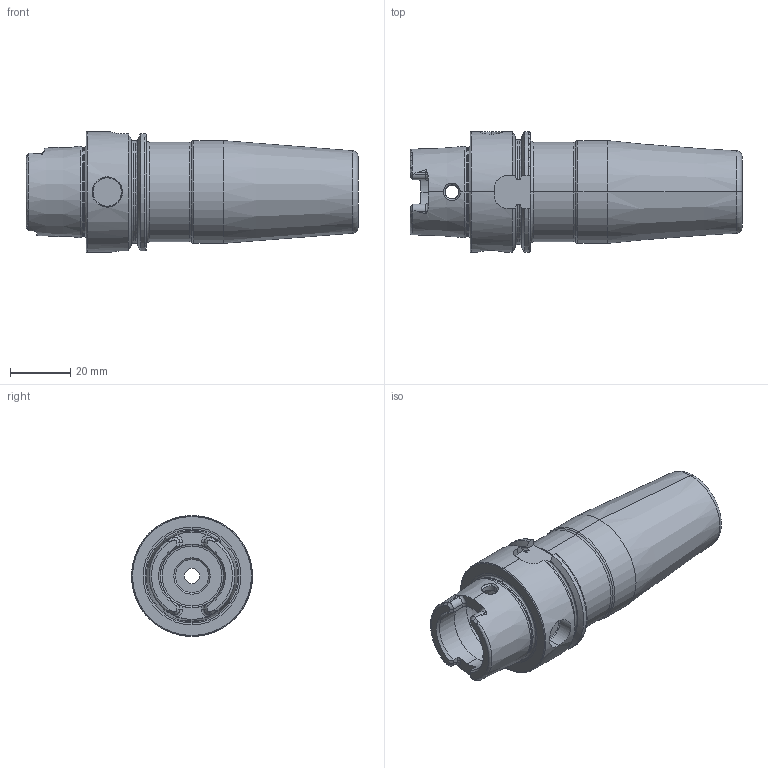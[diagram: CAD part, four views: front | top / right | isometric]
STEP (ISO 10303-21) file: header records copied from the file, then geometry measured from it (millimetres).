
FILE_DESCRIPTION (( 'STEP AP214' ), '1' );
FILE_NAME ('HA4-S14.K01.090.STEP', '2015-02-12T12:29:06', ( 'SWIAdmin' ), ( 'Hewlett-Packard Company' ), 'SwSTEP 2.0', 'SolidWorks 2012', '' );
FILE_SCHEMA (( 'AUTOMOTIVE_DESIGN' ));
Length unit declared in the file: millimetre
Products named in the file (3): ERU-AN4.K01.020_A; HA4-S14.K01.090_C_Fertigbearbeitung; HA4-S14.K01.090
Assembly tree (2 placements, depth 2):
  HA4-S14.K01.090
    HA4-S14.K01.090_C_Fertigbearbeitung
    ERU-AN4.K01.020_A
Bounding box: 109.9 x 40 x 40 mm (x, y, z)
Volume: 70869.2 mm3; surface area: 20068.5 mm2
Topology: 2 solids, 2 shells, 233 faces, 582 edges, 355 vertices
Faces by surface type: plane 82, cylinder 64, torus 45, cone 38, bspline 4
Entity records: 9477 total; most frequent: CARTESIAN_POINT 2638, ORIENTED_EDGE 1164, DIRECTION 1159, EDGE_CURVE 582, AXIS2_PLACEMENT_3D 462, VERTEX_POINT 355, EDGE_LOOP 243, VECTOR 235
